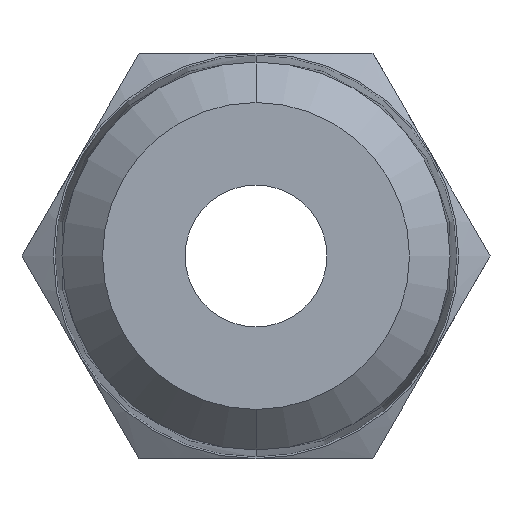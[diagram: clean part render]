
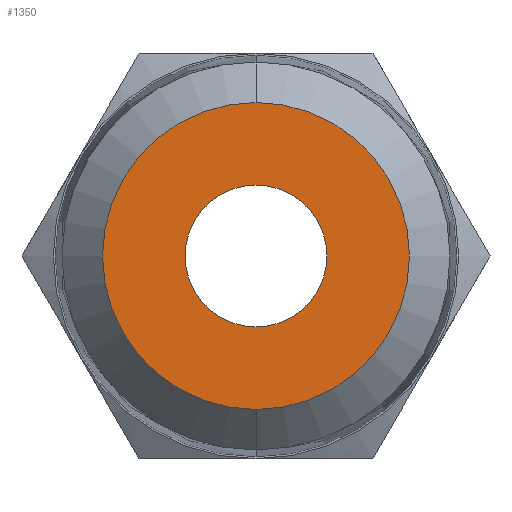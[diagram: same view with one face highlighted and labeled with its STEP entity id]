
A CAD part, front view. The second image highlights one B-rep face of the part: STEP entity #1350.
In plain terms, the highlighted planar face has unit normal (0, -1, 0).
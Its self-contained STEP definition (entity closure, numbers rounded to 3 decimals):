
#52 = VERTEX_POINT ( 'NONE', #398 ) ;
#62 = EDGE_CURVE ( 'NONE', #52, #63, #419, .T. ) ;
#63 = VERTEX_POINT ( 'NONE', #414 ) ;
#72 = EDGE_CURVE ( 'NONE', #77, #76, #426, .T. ) ;
#76 = VERTEX_POINT ( 'NONE', #430 ) ;
#77 = VERTEX_POINT ( 'NONE', #429 ) ;
#245 = EDGE_LOOP ( 'NONE', ( #1297, #1281 ) ) ;
#246 = ORIENTED_EDGE ( 'NONE', *, *, #72, .T. ) ;
#255 = EDGE_LOOP ( 'NONE', ( #1282, #246 ) ) ;
#289 = EDGE_CURVE ( 'NONE', #63, #52, #566, .T. ) ;
#398 = CARTESIAN_POINT ( 'NONE',  ( 0., 0., 1.75 ) ) ;
#414 = CARTESIAN_POINT ( 'NONE',  ( 0., 0., -1.75 ) ) ;
#415 = DIRECTION ( 'NONE',  ( 0., 0., -1. ) ) ;
#416 = DIRECTION ( 'NONE',  ( 0., -1., 0. ) ) ;
#417 = CARTESIAN_POINT ( 'NONE',  ( 0., 0., 0. ) ) ;
#418 = AXIS2_PLACEMENT_3D ( 'NONE', #417, #416, #415 ) ;
#419 = CIRCLE ( 'NONE', #418, 1.75 ) ;
#422 = DIRECTION ( 'NONE',  ( 0., 0., -1. ) ) ;
#423 = DIRECTION ( 'NONE',  ( 0., -1., 0. ) ) ;
#424 = CARTESIAN_POINT ( 'NONE',  ( 0., 0., 0. ) ) ;
#425 = AXIS2_PLACEMENT_3D ( 'NONE', #424, #423, #422 ) ;
#426 = CIRCLE ( 'NONE', #425, 3.787 ) ;
#429 = CARTESIAN_POINT ( 'NONE',  ( 0., 0., -3.787 ) ) ;
#430 = CARTESIAN_POINT ( 'NONE',  ( 0., 0., 3.787 ) ) ;
#477 = DIRECTION ( 'NONE',  ( 0., 0., -1. ) ) ;
#561 = DIRECTION ( 'NONE',  ( 0., 0., -1. ) ) ;
#562 = DIRECTION ( 'NONE',  ( 0., -1., 0. ) ) ;
#563 = AXIS2_PLACEMENT_3D ( 'NONE', #565, #562, #561 ) ;
#565 = CARTESIAN_POINT ( 'NONE',  ( 0., 0., 0. ) ) ;
#566 = CIRCLE ( 'NONE', #563, 1.75 ) ;
#879 = DIRECTION ( 'NONE',  ( 0., -1., 0. ) ) ;
#880 = CARTESIAN_POINT ( 'NONE',  ( 0., 0., 0. ) ) ;
#881 = AXIS2_PLACEMENT_3D ( 'NONE', #880, #879, #477 ) ;
#882 = CIRCLE ( 'NONE', #881, 3.787 ) ;
#1069 = CARTESIAN_POINT ( 'NONE',  ( 5., 0., 0. ) ) ;
#1073 = DIRECTION ( 'NONE',  ( 0., 0., -1. ) ) ;
#1077 = DIRECTION ( 'NONE',  ( 0., -1., 0. ) ) ;
#1080 = AXIS2_PLACEMENT_3D ( 'NONE', #1069, #1077, #1073 ) ;
#1081 = FACE_BOUND ( 'NONE', #245, .T. ) ;
#1082 = PLANE ( 'NONE',  #1080 ) ;
#1094 = FACE_OUTER_BOUND ( 'NONE', #255, .T. ) ;
#1281 = ORIENTED_EDGE ( 'NONE', *, *, #62, .F. ) ;
#1282 = ORIENTED_EDGE ( 'NONE', *, *, #1321, .T. ) ;
#1297 = ORIENTED_EDGE ( 'NONE', *, *, #289, .F. ) ;
#1321 = EDGE_CURVE ( 'NONE', #76, #77, #882, .T. ) ;
#1350 = ADVANCED_FACE ( 'NONE', ( #1081, #1094 ), #1082, .T. ) ;
